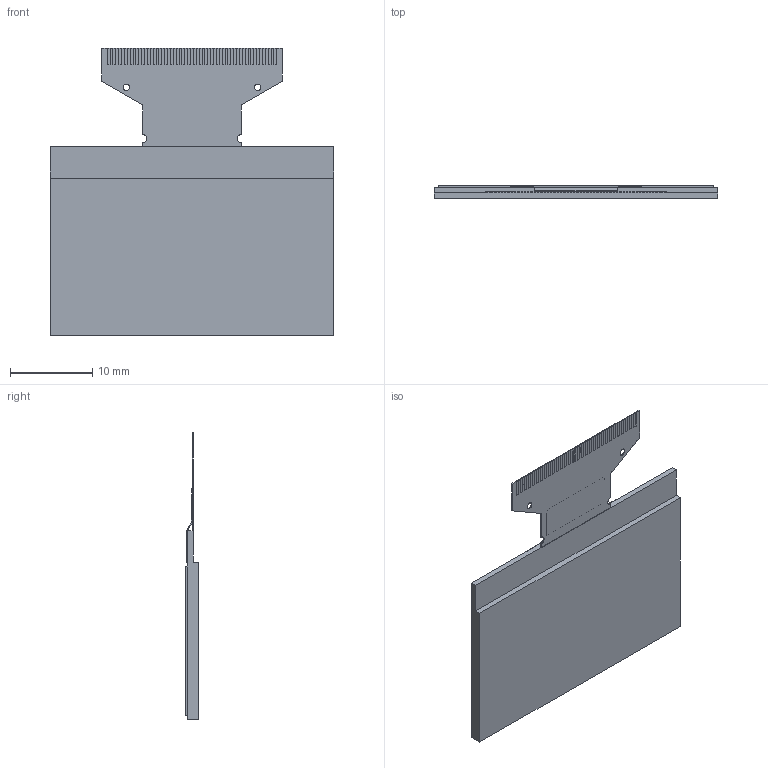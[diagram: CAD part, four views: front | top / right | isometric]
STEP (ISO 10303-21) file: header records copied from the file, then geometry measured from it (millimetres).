
FILE_DESCRIPTION (( 'STEP AP214' ), '1' );
FILE_NAME ('DF6BD031-B4A7-4DEE-9677-A5C59BBB39AB.STEP', '2023-07-09T05:26:04', ( '' ), ( '' ), 'SwSTEP 2.0', 'SolidWorks 2022', '' );
FILE_SCHEMA (( 'AUTOMOTIVE_DESIGN' ));
Length unit declared in the file: millimetre
Products named in the file (1): DF6BD031-B4A7-4DEE-9677-A5C59BBB39AB
Bounding box: 34.5 x 1.68 x 35 mm (x, y, z)
Volume: 1212.2 mm3; surface area: 2406.3 mm2
Topology: 3 solids, 3 shells, 675 faces, 1867 edges, 1244 vertices
Faces by surface type: plane 497, bspline 161, cylinder 17
Entity records: 32444 total; most frequent: CARTESIAN_POINT 12804, ORIENTED_EDGE 3734, DIRECTION 2595, EDGE_CURVE 1867, VECTOR 1509, LINE 1509, VERTEX_POINT 1244, EDGE_LOOP 725
